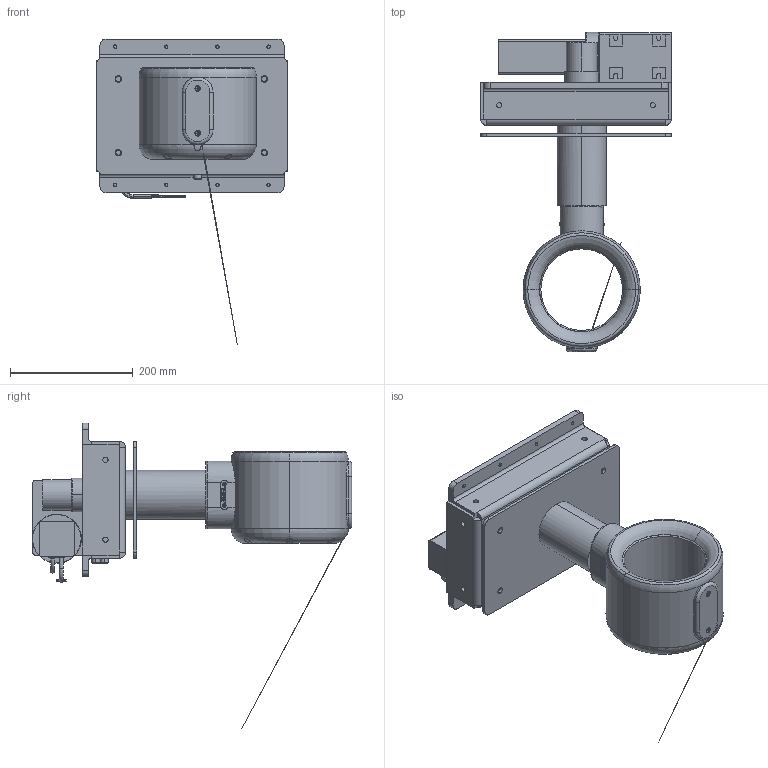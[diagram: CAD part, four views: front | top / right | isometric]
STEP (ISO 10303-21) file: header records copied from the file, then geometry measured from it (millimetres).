
FILE_DESCRIPTION (( 'STEP AP214' ), '1' );
FILE_NAME ('P-087-030-rev-E-133.STEP', '2022-09-19T12:48:50', ( '' ), ( '' ), 'SwSTEP 2.0', 'SolidWorks 2021', '' );
FILE_SCHEMA (( 'AUTOMOTIVE_DESIGN' ));
Length unit declared in the file: millimetre
Products named in the file (1): P-087-030-rev-E-133
Bounding box: 310 x 520.2 x 498.16 mm (x, y, z)
Volume: 9390481.6 mm3; surface area: 646686.7 mm2
Topology: 1 solids, 30 shells, 1398 faces, 3317 edges, 2093 vertices
Faces by surface type: plane 761, cylinder 289, cone 144, bspline 138, torus 62, sphere 4
Entity records: 59228 total; most frequent: CARTESIAN_POINT 12348, ORIENTED_EDGE 6562, DIRECTION 6322, EDGE_CURVE 3281, AXIS2_PLACEMENT_3D 2175, VERTEX_POINT 2093, VECTOR 1972, LINE 1972
